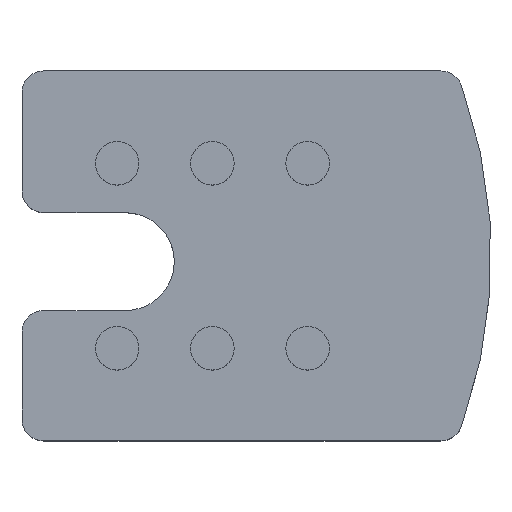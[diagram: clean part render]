
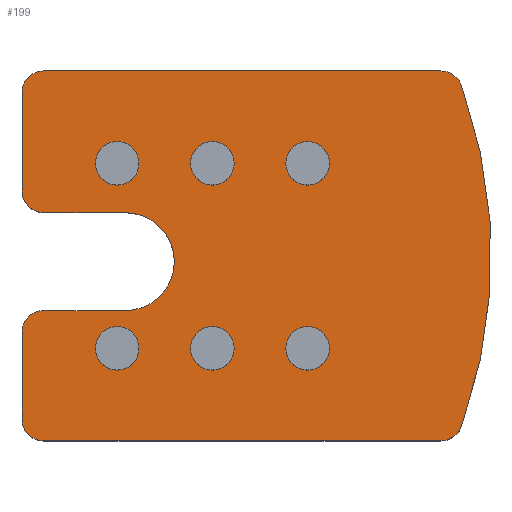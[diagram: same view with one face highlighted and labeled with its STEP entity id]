
A CAD part, top view. The second image highlights one B-rep face of the part: STEP entity #199.
In plain terms, the highlighted planar face has unit normal (0, 0, 1).
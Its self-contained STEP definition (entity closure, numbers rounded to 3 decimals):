
#124=EDGE_CURVE('240[2]',#357,#358,#359,.T.);
#126=EDGE_CURVE('240[2]',#361,#361,#362,.T.);
#128=EDGE_CURVE('240[2]',#364,#365,#366,.T.);
#135=EDGE_CURVE('240[2]',#376,#377,#378,.T.);
#152=EDGE_CURVE('240[2]',#404,#404,#405,.T.);
#194=EDGE_CURVE('240[2]',#465,#465,#466,.T.);
#199=ADVANCED_FACE('240[2]',(#472,#473,#474,#475,#476,#477,#478),#479,.T.);
#204=EDGE_CURVE('240[2]',#357,#485,#486,.T.);
#212=EDGE_CURVE('240[2]',#495,#365,#496,.T.);
#214=EDGE_CURVE('240[2]',#498,#495,#499,.T.);
#228=EDGE_CURVE('240[2]',#518,#498,#519,.T.);
#240=EDGE_CURVE('240[2]',#532,#533,#534,.T.);
#268=EDGE_CURVE('240[2]',#377,#533,#571,.T.);
#280=EDGE_CURVE('240[2]',#508,#427,#585,.T.);
#288=EDGE_CURVE('240[2]',#532,#485,#595,.T.);
#294=EDGE_CURVE('240[2]',#364,#427,#602,.T.);
#298=EDGE_CURVE('240[2]',#607,#607,#608,.T.);
#304=EDGE_CURVE('240[2]',#508,#376,#614,.T.);
#318=EDGE_CURVE('240[2]',#631,#631,#632,.T.);
#320=EDGE_CURVE('240[2]',#634,#634,#635,.T.);
#326=EDGE_CURVE('240[2]',#518,#358,#641,.T.);
#357=VERTEX_POINT('',#666);
#358=VERTEX_POINT('',#667);
#359=CIRCLE('',#668,4.0);
#361=VERTEX_POINT('',#671);
#362=CIRCLE('',#672,4.0);
#364=VERTEX_POINT('',#675);
#365=VERTEX_POINT('',#676);
#366=LINE('',#677,#678);
#376=VERTEX_POINT('',#691);
#377=VERTEX_POINT('',#692);
#378=LINE('',#693,#694);
#404=VERTEX_POINT('',#730);
#405=CIRCLE('',#731,4.0);
#427=VERTEX_POINT('',#761);
#465=VERTEX_POINT('',#811);
#466=CIRCLE('',#812,4.0);
#472=FACE_BOUND('',#821,.T.);
#473=FACE_BOUND('',#822,.T.);
#474=FACE_BOUND('',#823,.T.);
#475=FACE_BOUND('',#824,.T.);
#476=FACE_BOUND('',#825,.T.);
#477=FACE_BOUND('',#826,.T.);
#478=FACE_OUTER_BOUND('',#827,.T.);
#479=PLANE('',#828);
#485=VERTEX_POINT('',#836);
#486=LINE('',#837,#838);
#495=VERTEX_POINT('',#852);
#496=CIRCLE('',#853,4.0);
#498=VERTEX_POINT('',#856);
#499=LINE('',#857,#858);
#508=VERTEX_POINT('',#870);
#518=VERTEX_POINT('',#884);
#519=CIRCLE('',#885,4.0);
#532=VERTEX_POINT('',#903);
#533=VERTEX_POINT('',#904);
#534=LINE('',#905,#906);
#571=CIRCLE('',#959,4.0);
#585=LINE('',#982,#983);
#595=CIRCLE('',#996,4.0);
#602=CIRCLE('',#1007,4.0);
#607=VERTEX_POINT('',#1014);
#608=CIRCLE('',#1015,4.0);
#614=CIRCLE('',#1026,9.0);
#631=VERTEX_POINT('',#1052);
#632=CIRCLE('',#1053,4.0);
#634=VERTEX_POINT('',#1056);
#635=CIRCLE('',#1057,4.0);
#641=CIRCLE('',#1068,92.5);
#666=CARTESIAN_POINT('',(77.01,34.0,0.0));
#667=CARTESIAN_POINT('',(80.773,31.356,0.0));
#668=AXIS2_PLACEMENT_3D('',#1092,#1093,#1094);
#671=CARTESIAN_POINT('',(13.5,-17.0,0.0));
#672=AXIS2_PLACEMENT_3D('',#1095,#1096,#1097);
#675=CARTESIAN_POINT('',(0.,-14.05,0.0));
#676=CARTESIAN_POINT('',(0.,-30.0,0.0));
#677=CARTESIAN_POINT('',(0.,-10.05,0.0));
#678=VECTOR('',#1098,1.0);
#691=CARTESIAN_POINT('',(19.0,7.95,0.0));
#692=CARTESIAN_POINT('',(4.0,7.95,0.0));
#693=CARTESIAN_POINT('',(28.0,7.95,0.0));
#694=VECTOR('',#1118,1.0);
#730=CARTESIAN_POINT('',(31.0,17.0,0.0));
#731=AXIS2_PLACEMENT_3D('',#1146,#1147,#1148);
#761=CARTESIAN_POINT('',(4.0,-10.05,0.0));
#811=CARTESIAN_POINT('',(48.5,-17.0,0.0));
#812=AXIS2_PLACEMENT_3D('',#1221,#1222,#1223);
#821=EDGE_LOOP('',(#1226));
#822=EDGE_LOOP('',(#1227));
#823=EDGE_LOOP('',(#1228));
#824=EDGE_LOOP('',(#1229));
#825=EDGE_LOOP('',(#1230));
#826=EDGE_LOOP('',(#1231));
#827=EDGE_LOOP('',(#1232,#1233,#1234,#1235,#1236,#1237,#1238,#1239,#1240,#1241,#1242,#1243,#1244,#1245));
#828=AXIS2_PLACEMENT_3D('',#1246,#1247,#1248);
#836=CARTESIAN_POINT('',(4.0,34.0,0.0));
#837=CARTESIAN_POINT('',(79.775,34.0,0.0));
#838=VECTOR('',#1254,1.0);
#852=CARTESIAN_POINT('',(4.0,-34.0,0.0));
#853=AXIS2_PLACEMENT_3D('',#1262,#1263,#1264);
#856=CARTESIAN_POINT('',(77.01,-34.0,0.0));
#857=CARTESIAN_POINT('',(79.775,-34.0,0.0));
#858=VECTOR('',#1265,1.0);
#870=CARTESIAN_POINT('',(19.0,-10.05,0.0));
#884=CARTESIAN_POINT('',(80.773,-31.356,0.0));
#885=AXIS2_PLACEMENT_3D('',#1286,#1287,#1288);
#903=CARTESIAN_POINT('',(0.,30.0,0.0));
#904=CARTESIAN_POINT('',(0.,11.95,0.0));
#905=CARTESIAN_POINT('',(0.,34.0,0.0));
#906=VECTOR('',#1302,1.0);
#959=AXIS2_PLACEMENT_3D('',#1348,#1349,#1350);
#982=CARTESIAN_POINT('',(28.0,-10.05,0.0));
#983=VECTOR('',#1360,1.0);
#996=AXIS2_PLACEMENT_3D('',#1376,#1377,#1378);
#1007=AXIS2_PLACEMENT_3D('',#1383,#1384,#1385);
#1014=CARTESIAN_POINT('',(13.5,17.0,0.0));
#1015=AXIS2_PLACEMENT_3D('',#1389,#1390,#1391);
#1026=AXIS2_PLACEMENT_3D('',#1394,#1395,#1396);
#1052=CARTESIAN_POINT('',(48.5,17.0,0.0));
#1053=AXIS2_PLACEMENT_3D('',#1416,#1417,#1418);
#1056=CARTESIAN_POINT('',(31.0,-17.0,0.0));
#1057=AXIS2_PLACEMENT_3D('',#1419,#1420,#1421);
#1068=AXIS2_PLACEMENT_3D('',#1424,#1425,#1426);
#1092=CARTESIAN_POINT('',(77.01,30.0,0.0));
#1093=DIRECTION('',(0.0,0.0,-1.0));
#1094=DIRECTION('',(0.575,0.818,0.0));
#1095=CARTESIAN_POINT('',(17.5,-17.0,0.0));
#1096=DIRECTION('',(0.0,0.0,-1.0));
#1097=DIRECTION('',(-1.0,0.,0.0));
#1098=DIRECTION('',(0.,-1.0,0.0));
#1118=DIRECTION('',(-1.0,0.,0.0));
#1146=CARTESIAN_POINT('',(35.0,17.0,0.0));
#1147=DIRECTION('',(0.0,0.0,-1.0));
#1148=DIRECTION('',(-1.0,0.,0.0));
#1221=CARTESIAN_POINT('',(52.5,-17.0,0.0));
#1222=DIRECTION('',(0.0,0.0,-1.0));
#1223=DIRECTION('',(-1.0,0.,0.0));
#1226=ORIENTED_EDGE('',*,*,#318,.T.);
#1227=ORIENTED_EDGE('',*,*,#152,.T.);
#1228=ORIENTED_EDGE('',*,*,#298,.T.);
#1229=ORIENTED_EDGE('',*,*,#126,.T.);
#1230=ORIENTED_EDGE('',*,*,#320,.T.);
#1231=ORIENTED_EDGE('',*,*,#194,.T.);
#1232=ORIENTED_EDGE('',*,*,#228,.F.);
#1233=ORIENTED_EDGE('',*,*,#326,.T.);
#1234=ORIENTED_EDGE('',*,*,#124,.F.);
#1235=ORIENTED_EDGE('',*,*,#204,.T.);
#1236=ORIENTED_EDGE('',*,*,#288,.F.);
#1237=ORIENTED_EDGE('',*,*,#240,.T.);
#1238=ORIENTED_EDGE('',*,*,#268,.F.);
#1239=ORIENTED_EDGE('',*,*,#135,.F.);
#1240=ORIENTED_EDGE('',*,*,#304,.F.);
#1241=ORIENTED_EDGE('',*,*,#280,.T.);
#1242=ORIENTED_EDGE('',*,*,#294,.F.);
#1243=ORIENTED_EDGE('',*,*,#128,.T.);
#1244=ORIENTED_EDGE('',*,*,#212,.F.);
#1245=ORIENTED_EDGE('',*,*,#214,.F.);
#1246=CARTESIAN_POINT('',(39.887,-34.0,0.0));
#1247=DIRECTION('',(0.0,0.0,1.0));
#1248=DIRECTION('',(1.0,0.,0.0));
#1254=DIRECTION('',(-1.0,0.,0.0));
#1262=CARTESIAN_POINT('',(4.0,-30.0,0.0));
#1263=DIRECTION('',(-0.0,0.0,-1.0));
#1264=DIRECTION('',(-0.707,-0.707,0.0));
#1265=DIRECTION('',(-1.0,0.,0.0));
#1286=CARTESIAN_POINT('',(77.01,-30.0,0.0));
#1287=DIRECTION('',(0.0,0.0,-1.0));
#1288=DIRECTION('',(0.575,-0.818,0.0));
#1302=DIRECTION('',(0.,-1.0,0.0));
#1348=CARTESIAN_POINT('',(4.0,11.95,0.0));
#1349=DIRECTION('',(-0.0,0.0,-1.0));
#1350=DIRECTION('',(-0.707,-0.707,0.0));
#1360=DIRECTION('',(-1.0,0.,0.0));
#1376=CARTESIAN_POINT('',(4.0,30.0,0.0));
#1377=DIRECTION('',(0.0,0.0,-1.0));
#1378=DIRECTION('',(-0.707,0.707,0.0));
#1383=CARTESIAN_POINT('',(4.0,-14.05,0.0));
#1384=DIRECTION('',(0.0,0.0,-1.0));
#1385=DIRECTION('',(-0.707,0.707,0.0));
#1389=CARTESIAN_POINT('',(17.5,17.0,0.0));
#1390=DIRECTION('',(0.0,0.0,-1.0));
#1391=DIRECTION('',(-1.0,0.,0.0));
#1394=CARTESIAN_POINT('',(19.0,-1.05,0.0));
#1395=DIRECTION('',(0.0,-0.0,1.0));
#1396=DIRECTION('',(0.707,0.707,0.0));
#1416=CARTESIAN_POINT('',(52.5,17.0,0.0));
#1417=DIRECTION('',(0.0,0.0,-1.0));
#1418=DIRECTION('',(-1.0,0.,0.0));
#1419=CARTESIAN_POINT('',(35.0,-17.0,0.0));
#1420=DIRECTION('',(0.0,0.0,-1.0));
#1421=DIRECTION('',(-1.0,0.,0.0));
#1424=CARTESIAN_POINT('',(-6.25,0.,0.0));
#1425=DIRECTION('',(0.0,0.0,1.0));
#1426=DIRECTION('',(-1.0,0.,0.0));
